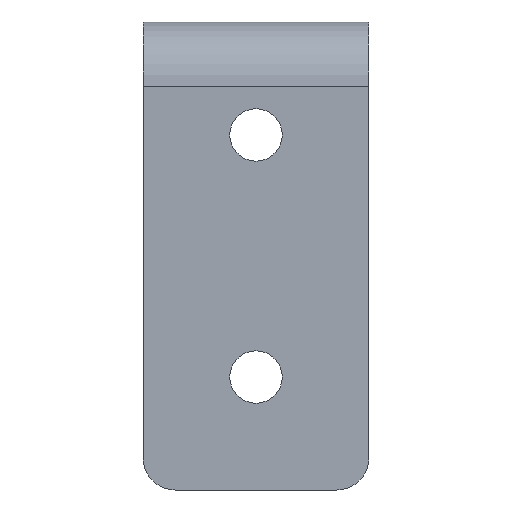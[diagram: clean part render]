
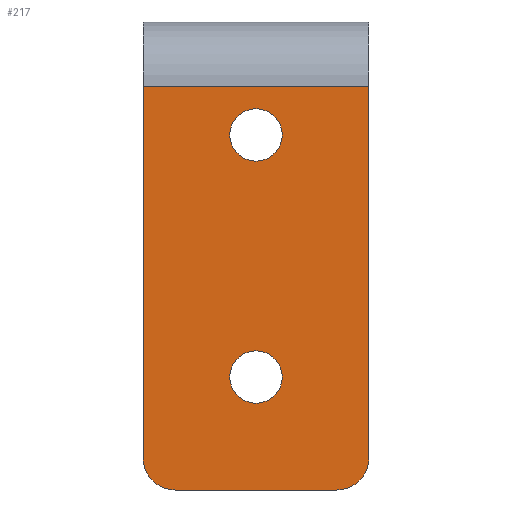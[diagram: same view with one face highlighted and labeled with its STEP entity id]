
A CAD part, front view. The second image highlights one B-rep face of the part: STEP entity #217.
In plain terms, the highlighted planar face has unit normal (0, -1, 0).
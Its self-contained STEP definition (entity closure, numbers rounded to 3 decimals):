
#2 = ORIENTED_EDGE ( 'NONE', *, *, #309, .F. ) ;
#10 = CARTESIAN_POINT ( 'NONE',  ( 14., 0., -4. ) ) ;
#15 = DIRECTION ( 'NONE',  ( 0., 0., 1. ) ) ;
#21 = CARTESIAN_POINT ( 'NONE',  ( 14., 0., -27. ) ) ;
#22 = AXIS2_PLACEMENT_3D ( 'NONE', #90, #540, #15 ) ;
#52 = CIRCLE ( 'NONE', #22, 1.625 ) ;
#55 = EDGE_CURVE ( 'NONE', #828, #265, #588, .T. ) ;
#61 = CARTESIAN_POINT ( 'NONE',  ( 14., 0., 0. ) ) ;
#71 = ORIENTED_EDGE ( 'NONE', *, *, #377, .T. ) ;
#76 = FACE_BOUND ( 'NONE', #194, .T. ) ;
#82 = CARTESIAN_POINT ( 'NONE',  ( 14., 0., -4. ) ) ;
#85 = DIRECTION ( 'NONE',  ( -1., 0., 0. ) ) ;
#90 = CARTESIAN_POINT ( 'NONE',  ( 7., 0., -7. ) ) ;
#97 = CARTESIAN_POINT ( 'NONE',  ( 14., 0., 0. ) ) ;
#98 = AXIS2_PLACEMENT_3D ( 'NONE', #758, #314, #690 ) ;
#99 = ORIENTED_EDGE ( 'NONE', *, *, #660, .T. ) ;
#107 = VECTOR ( 'NONE', #648, 1000. ) ;
#123 = CARTESIAN_POINT ( 'NONE',  ( 2., 0., -29. ) ) ;
#126 = LINE ( 'NONE', #396, #107 ) ;
#144 = DIRECTION ( 'NONE',  ( 0., 0., 1. ) ) ;
#186 = CIRCLE ( 'NONE', #98, 1.625 ) ;
#191 = CARTESIAN_POINT ( 'NONE',  ( 0., 0., 0. ) ) ;
#194 = EDGE_LOOP ( 'NONE', ( #813, #831 ) ) ;
#196 = ORIENTED_EDGE ( 'NONE', *, *, #210, .T. ) ;
#197 = EDGE_CURVE ( 'NONE', #772, #339, #126, .T. ) ;
#210 = EDGE_CURVE ( 'NONE', #641, #339, #623, .T. ) ;
#214 = ORIENTED_EDGE ( 'NONE', *, *, #360, .T. ) ;
#217 = ADVANCED_FACE ( 'NONE', ( #76, #262, #432 ), #841, .F. ) ;
#232 = EDGE_CURVE ( 'NONE', #265, #828, #391, .T. ) ;
#235 = DIRECTION ( 'NONE',  ( 0., 0., 1. ) ) ;
#238 = LINE ( 'NONE', #97, #553 ) ;
#249 = DIRECTION ( 'NONE',  ( 0., 0., -1. ) ) ;
#253 = DIRECTION ( 'NONE',  ( 0., -1., 0. ) ) ;
#262 = FACE_BOUND ( 'NONE', #746, .T. ) ;
#265 = VERTEX_POINT ( 'NONE', #543 ) ;
#270 = DIRECTION ( 'NONE',  ( 0., 0., 1. ) ) ;
#302 = VERTEX_POINT ( 'NONE', #21 ) ;
#303 = EDGE_LOOP ( 'NONE', ( #465, #196, #655, #214, #2, #99 ) ) ;
#306 = VERTEX_POINT ( 'NONE', #486 ) ;
#309 = EDGE_CURVE ( 'NONE', #445, #302, #238, .T. ) ;
#314 = DIRECTION ( 'NONE',  ( 0., 1., 0. ) ) ;
#325 = VECTOR ( 'NONE', #249, 1000. ) ;
#339 = VERTEX_POINT ( 'NONE', #123 ) ;
#360 = EDGE_CURVE ( 'NONE', #772, #302, #683, .T. ) ;
#365 = DIRECTION ( 'NONE',  ( 0., 1., 0. ) ) ;
#377 = EDGE_CURVE ( 'NONE', #507, #639, #186, .T. ) ;
#391 = CIRCLE ( 'NONE', #702, 1.625 ) ;
#396 = CARTESIAN_POINT ( 'NONE',  ( 14., 0., -29. ) ) ;
#398 = EDGE_CURVE ( 'NONE', #306, #641, #832, .T. ) ;
#432 = FACE_OUTER_BOUND ( 'NONE', #303, .T. ) ;
#434 = AXIS2_PLACEMENT_3D ( 'NONE', #61, #454, #776 ) ;
#445 = VERTEX_POINT ( 'NONE', #10 ) ;
#449 = CARTESIAN_POINT ( 'NONE',  ( 7., 0., -23.625 ) ) ;
#454 = DIRECTION ( 'NONE',  ( 0., 1., 0. ) ) ;
#465 = ORIENTED_EDGE ( 'NONE', *, *, #398, .T. ) ;
#468 = CARTESIAN_POINT ( 'NONE',  ( 0., 0., -27. ) ) ;
#486 = CARTESIAN_POINT ( 'NONE',  ( 0., 0., -4. ) ) ;
#495 = AXIS2_PLACEMENT_3D ( 'NONE', #693, #253, #634 ) ;
#507 = VERTEX_POINT ( 'NONE', #848 ) ;
#520 = CARTESIAN_POINT ( 'NONE',  ( 2., 0., -27. ) ) ;
#540 = DIRECTION ( 'NONE',  ( 0., 1., 0. ) ) ;
#543 = CARTESIAN_POINT ( 'NONE',  ( 7., 0., -20.375 ) ) ;
#548 = CARTESIAN_POINT ( 'NONE',  ( 7., 0., -22. ) ) ;
#553 = VECTOR ( 'NONE', #613, 1000. ) ;
#573 = AXIS2_PLACEMENT_3D ( 'NONE', #548, #365, #235 ) ;
#585 = DIRECTION ( 'NONE',  ( 0., -1., 0. ) ) ;
#588 = CIRCLE ( 'NONE', #573, 1.625 ) ;
#613 = DIRECTION ( 'NONE',  ( 0., 0., -1. ) ) ;
#623 = CIRCLE ( 'NONE', #806, 2. ) ;
#634 = DIRECTION ( 'NONE',  ( 0., 0., 1. ) ) ;
#639 = VERTEX_POINT ( 'NONE', #728 ) ;
#641 = VERTEX_POINT ( 'NONE', #468 ) ;
#648 = DIRECTION ( 'NONE',  ( -1., 0., 0. ) ) ;
#655 = ORIENTED_EDGE ( 'NONE', *, *, #197, .F. ) ;
#660 = EDGE_CURVE ( 'NONE', #445, #306, #698, .T. ) ;
#683 = CIRCLE ( 'NONE', #495, 2. ) ;
#686 = CARTESIAN_POINT ( 'NONE',  ( 12., 0., -29. ) ) ;
#690 = DIRECTION ( 'NONE',  ( 0., 0., 1. ) ) ;
#693 = CARTESIAN_POINT ( 'NONE',  ( 12., 0., -27. ) ) ;
#698 = LINE ( 'NONE', #82, #833 ) ;
#702 = AXIS2_PLACEMENT_3D ( 'NONE', #780, #714, #144 ) ;
#714 = DIRECTION ( 'NONE',  ( 0., 1., 0. ) ) ;
#728 = CARTESIAN_POINT ( 'NONE',  ( 7., 0., -8.625 ) ) ;
#746 = EDGE_LOOP ( 'NONE', ( #71, #765 ) ) ;
#758 = CARTESIAN_POINT ( 'NONE',  ( 7., 0., -7. ) ) ;
#765 = ORIENTED_EDGE ( 'NONE', *, *, #845, .T. ) ;
#772 = VERTEX_POINT ( 'NONE', #686 ) ;
#776 = DIRECTION ( 'NONE',  ( 0., 0., 1. ) ) ;
#780 = CARTESIAN_POINT ( 'NONE',  ( 7., 0., -22. ) ) ;
#806 = AXIS2_PLACEMENT_3D ( 'NONE', #520, #585, #270 ) ;
#813 = ORIENTED_EDGE ( 'NONE', *, *, #232, .T. ) ;
#828 = VERTEX_POINT ( 'NONE', #449 ) ;
#831 = ORIENTED_EDGE ( 'NONE', *, *, #55, .T. ) ;
#832 = LINE ( 'NONE', #191, #325 ) ;
#833 = VECTOR ( 'NONE', #85, 1000. ) ;
#841 = PLANE ( 'NONE',  #434 ) ;
#845 = EDGE_CURVE ( 'NONE', #639, #507, #52, .T. ) ;
#848 = CARTESIAN_POINT ( 'NONE',  ( 7., 0., -5.375 ) ) ;
